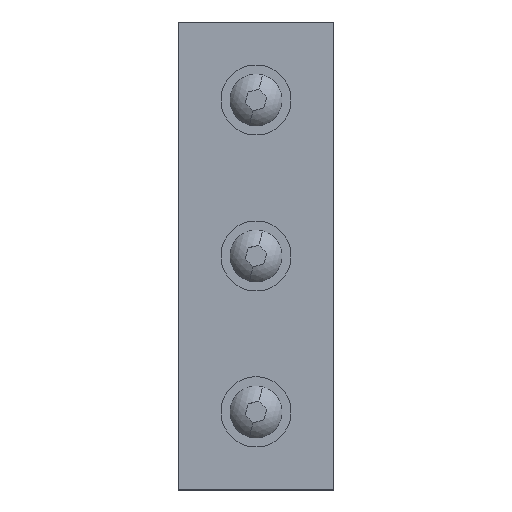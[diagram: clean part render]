
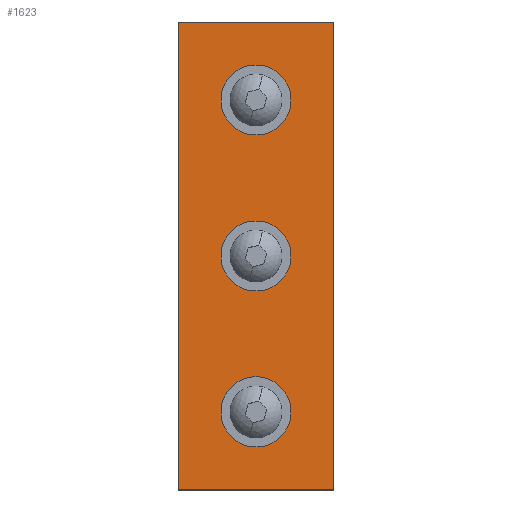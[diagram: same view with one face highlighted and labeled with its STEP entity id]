
A CAD part, top view. The second image highlights one B-rep face of the part: STEP entity #1623.
In plain terms, the highlighted planar face has unit normal (0, 0, 1).
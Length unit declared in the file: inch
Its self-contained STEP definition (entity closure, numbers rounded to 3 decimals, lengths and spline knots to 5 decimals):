
#28 = ORIENTED_EDGE ( 'NONE', *, *, #1749, .F. ) ;
#39 = EDGE_CURVE ( 'NONE', #1718, #1837, #446, .T. ) ;
#59 = ORIENTED_EDGE ( 'NONE', *, *, #39, .F. ) ;
#90 = CIRCLE ( 'NONE', #91, 0.164 ) ;
#91 = AXIS2_PLACEMENT_3D ( 'NONE', #92, #93, #94 ) ;
#92 = CARTESIAN_POINT ( 'NONE',  ( 0.75, 0.75, 0.25 ) ) ;
#93 = DIRECTION ( 'NONE',  ( 0., 0., 1. ) ) ;
#94 = DIRECTION ( 'NONE',  ( 1., 0., 0. ) ) ;
#162 = CARTESIAN_POINT ( 'NONE',  ( 0.586, 3.75, 0.25 ) ) ;
#198 = LINE ( 'NONE', #199, #200 ) ;
#199 = CARTESIAN_POINT ( 'NONE',  ( 1.5, 4.5, 0.25 ) ) ;
#200 = VECTOR ( 'NONE', #201, 39.37008 ) ;
#201 = DIRECTION ( 'NONE',  ( 0., 1., 0. ) ) ;
#212 = CARTESIAN_POINT ( 'NONE',  ( 0., 4.5, 0.25 ) ) ;
#243 = CARTESIAN_POINT ( 'NONE',  ( 0.914, 0.75, 0.25 ) ) ;
#255 = CARTESIAN_POINT ( 'NONE',  ( 0.586, 0.75, 0.25 ) ) ;
#288 = FACE_BOUND ( 'NONE', #1388, .T. ) ;
#289 = FACE_BOUND ( 'NONE', #1889, .T. ) ;
#290 = FACE_OUTER_BOUND ( 'NONE', #1747, .T. ) ;
#291 = FACE_BOUND ( 'NONE', #421, .T. ) ;
#292 = PLANE ( 'NONE',  #293 ) ;
#293 = AXIS2_PLACEMENT_3D ( 'NONE', #294, #295, #296 ) ;
#294 = CARTESIAN_POINT ( 'NONE',  ( 0., 4.5, 0.25 ) ) ;
#295 = DIRECTION ( 'NONE',  ( 0., 0., 1. ) ) ;
#296 = DIRECTION ( 'NONE',  ( 1., 0., 0. ) ) ;
#360 = CIRCLE ( 'NONE', #361, 0.164 ) ;
#361 = AXIS2_PLACEMENT_3D ( 'NONE', #362, #363, #364 ) ;
#362 = CARTESIAN_POINT ( 'NONE',  ( 0.75, 2.25, 0.25 ) ) ;
#363 = DIRECTION ( 'NONE',  ( 0., 0., 1. ) ) ;
#364 = DIRECTION ( 'NONE',  ( 1., 0., 0. ) ) ;
#372 = CIRCLE ( 'NONE', #373, 0.164 ) ;
#373 = AXIS2_PLACEMENT_3D ( 'NONE', #374, #375, #376 ) ;
#374 = CARTESIAN_POINT ( 'NONE',  ( 0.75, 0.75, 0.25 ) ) ;
#375 = DIRECTION ( 'NONE',  ( 0., 0., 1. ) ) ;
#376 = DIRECTION ( 'NONE',  ( 1., 0., 0. ) ) ;
#405 = LINE ( 'NONE', #406, #407 ) ;
#406 = CARTESIAN_POINT ( 'NONE',  ( 0., 4.5, 0.25 ) ) ;
#407 = VECTOR ( 'NONE', #408, 39.37008 ) ;
#408 = DIRECTION ( 'NONE',  ( 0., -1., 0. ) ) ;
#421 = EDGE_LOOP ( 'NONE', ( #59, #28 ) ) ;
#446 = CIRCLE ( 'NONE', #447, 0.164 ) ;
#447 = AXIS2_PLACEMENT_3D ( 'NONE', #448, #449, #450 ) ;
#448 = CARTESIAN_POINT ( 'NONE',  ( 0.75, 3.75, 0.25 ) ) ;
#449 = DIRECTION ( 'NONE',  ( 0., 0., 1. ) ) ;
#450 = DIRECTION ( 'NONE',  ( 1., 0., 0. ) ) ;
#456 = CARTESIAN_POINT ( 'NONE',  ( 1.5, 0., 0.25 ) ) ;
#537 = CARTESIAN_POINT ( 'NONE',  ( 0.586, 2.25, 0.25 ) ) ;
#603 = CARTESIAN_POINT ( 'NONE',  ( 0.914, 2.25, 0.25 ) ) ;
#642 = ORIENTED_EDGE ( 'NONE', *, *, #1740, .T. ) ;
#661 = LINE ( 'NONE', #662, #663 ) ;
#662 = CARTESIAN_POINT ( 'NONE',  ( 0., 0., 0.25 ) ) ;
#663 = VECTOR ( 'NONE', #664, 39.37008 ) ;
#664 = DIRECTION ( 'NONE',  ( 1., 0., 0. ) ) ;
#694 = CARTESIAN_POINT ( 'NONE',  ( 1.5, 4.5, 0.25 ) ) ;
#725 = CIRCLE ( 'NONE', #726, 0.164 ) ;
#726 = AXIS2_PLACEMENT_3D ( 'NONE', #727, #728, #729 ) ;
#727 = CARTESIAN_POINT ( 'NONE',  ( 0.75, 2.25, 0.25 ) ) ;
#728 = DIRECTION ( 'NONE',  ( 0., 0., 1. ) ) ;
#729 = DIRECTION ( 'NONE',  ( 1., 0., 0. ) ) ;
#762 = CARTESIAN_POINT ( 'NONE',  ( 0.914, 3.75, 0.25 ) ) ;
#795 = CARTESIAN_POINT ( 'NONE',  ( 0., 0., 0.25 ) ) ;
#848 = LINE ( 'NONE', #849, #850 ) ;
#849 = CARTESIAN_POINT ( 'NONE',  ( 0., 4.5, 0.25 ) ) ;
#850 = VECTOR ( 'NONE', #851, 39.37008 ) ;
#851 = DIRECTION ( 'NONE',  ( -1., 0., 0. ) ) ;
#884 = CIRCLE ( 'NONE', #885, 0.164 ) ;
#885 = AXIS2_PLACEMENT_3D ( 'NONE', #886, #887, #888 ) ;
#886 = CARTESIAN_POINT ( 'NONE',  ( 0.75, 3.75, 0.25 ) ) ;
#887 = DIRECTION ( 'NONE',  ( 0., 0., 1. ) ) ;
#888 = DIRECTION ( 'NONE',  ( 1., 0., 0. ) ) ;
#1110 = ORIENTED_EDGE ( 'NONE', *, *, #1267, .T. ) ;
#1267 = EDGE_CURVE ( 'NONE', #1950, #1702, #198, .T. ) ;
#1388 = EDGE_LOOP ( 'NONE', ( #1965, #1908 ) ) ;
#1495 = VERTEX_POINT ( 'NONE', #243 ) ;
#1605 = ORIENTED_EDGE ( 'NONE', *, *, #1966, .T. ) ;
#1623 = ADVANCED_FACE ( 'NONE', ( #288, #289, #290, #291 ), #292, .T. ) ;
#1661 = EDGE_CURVE ( 'NONE', #1768, #1495, #372, .T. ) ;
#1681 = VERTEX_POINT ( 'NONE', #603 ) ;
#1698 = ORIENTED_EDGE ( 'NONE', *, *, #1871, .T. ) ;
#1702 = VERTEX_POINT ( 'NONE', #694 ) ;
#1712 = EDGE_CURVE ( 'NONE', #1799, #1681, #725, .T. ) ;
#1718 = VERTEX_POINT ( 'NONE', #762 ) ;
#1723 = VERTEX_POINT ( 'NONE', #795 ) ;
#1740 = EDGE_CURVE ( 'NONE', #1702, #1842, #848, .T. ) ;
#1747 = EDGE_LOOP ( 'NONE', ( #1698, #1605, #1110, #642 ) ) ;
#1749 = EDGE_CURVE ( 'NONE', #1837, #1718, #884, .T. ) ;
#1768 = VERTEX_POINT ( 'NONE', #255 ) ;
#1774 = ORIENTED_EDGE ( 'NONE', *, *, #1661, .F. ) ;
#1799 = VERTEX_POINT ( 'NONE', #537 ) ;
#1828 = EDGE_CURVE ( 'NONE', #1495, #1768, #90, .T. ) ;
#1837 = VERTEX_POINT ( 'NONE', #162 ) ;
#1842 = VERTEX_POINT ( 'NONE', #212 ) ;
#1846 = ORIENTED_EDGE ( 'NONE', *, *, #1828, .F. ) ;
#1871 = EDGE_CURVE ( 'NONE', #1842, #1723, #405, .T. ) ;
#1889 = EDGE_LOOP ( 'NONE', ( #1846, #1774 ) ) ;
#1908 = ORIENTED_EDGE ( 'NONE', *, *, #1712, .F. ) ;
#1944 = EDGE_CURVE ( 'NONE', #1681, #1799, #360, .T. ) ;
#1950 = VERTEX_POINT ( 'NONE', #456 ) ;
#1965 = ORIENTED_EDGE ( 'NONE', *, *, #1944, .F. ) ;
#1966 = EDGE_CURVE ( 'NONE', #1723, #1950, #661, .T. ) ;
